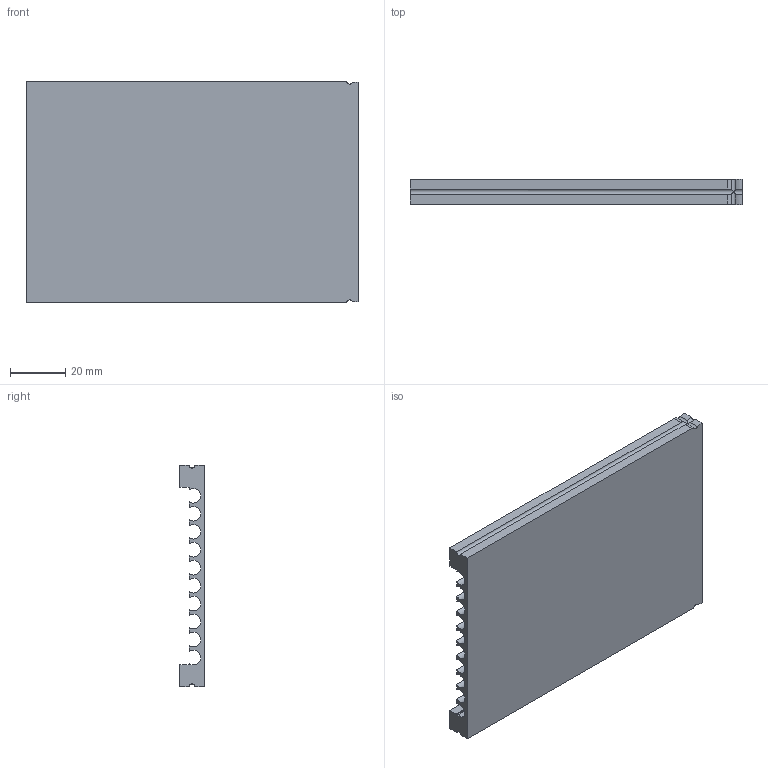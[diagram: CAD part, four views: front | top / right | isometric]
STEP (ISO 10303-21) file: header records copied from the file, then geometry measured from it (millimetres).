
FILE_DESCRIPTION(('FreeCAD Model'),'2;1');
FILE_NAME('arena_for_tubes_2.0.stp', '2015-06-01T20:59:19',('Author'),(''), 'Open CASCADE STEP processor 6.9','FreeCAD','Unknown');
FILE_SCHEMA(('AUTOMOTIVE_DESIGN { 1 0 10303 214 1 1 1 1 }'));
Length unit declared in the file: millimetre
Products named in the file (1): Fusion002
Bounding box: 120 x 9 x 80 mm (x, y, z)
Volume: 36788.8 mm3; surface area: 31706.5 mm2
Topology: 1 solids, 1 shells, 61 faces, 189 edges, 134 vertices
Faces by surface type: plane 31, cylinder 30
Full cylindrical faces by diameter (mm): 4 x3
Entity records: 6558 total; most frequent: CARTESIAN_POINT 3022, DIRECTION 606, ORIENTED_EDGE 378, PCURVE 378, DEFINITIONAL_REPRESENTATION 378, LINE 314, VECTOR 314, EDGE_CURVE 189
